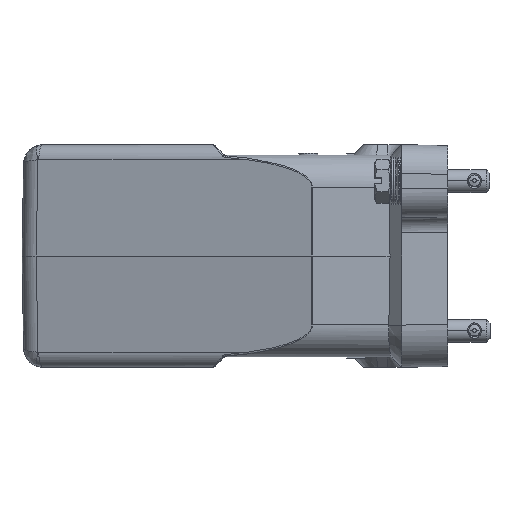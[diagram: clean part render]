
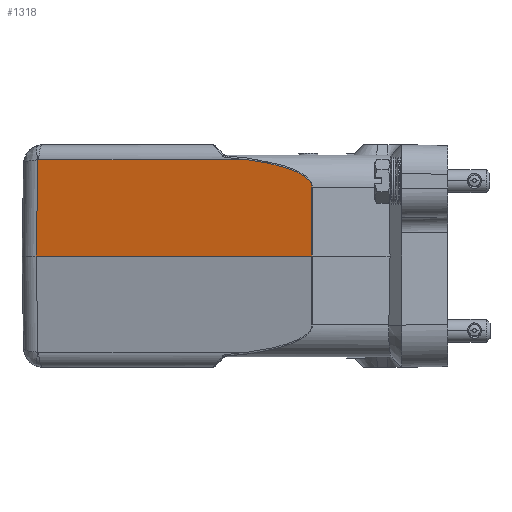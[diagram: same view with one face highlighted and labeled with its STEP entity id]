
A CAD part, left-side view. The second image highlights one B-rep face of the part: STEP entity #1318.
In plain terms, the highlighted planar face has unit normal (-0.966, 0.259, 0.018).
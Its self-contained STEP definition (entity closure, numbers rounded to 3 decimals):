
#1318=ADVANCED_FACE('NONE',(#2501),#1960,.T.);
#1960=PLANE('',#14675);
#2501=FACE_OUTER_BOUND('',#3300,.T.);
#3300=EDGE_LOOP('',(#6787,#6788,#6789,#6790,#6791,#6792));
#4116=B_SPLINE_CURVE_WITH_KNOTS('',3,(#25825,#25826,#25827,#25828,#25829,
#25830,#25831,#25832,#25833,#25834,#25835,#25836,#25837,#25838,#25839,#25840,
#25841,#25842,#25843,#25844,#25845,#25846,#25847,#25848,#25849,#25850,#25851,
#25852,#25853,#25854,#25855,#25856),.UNSPECIFIED.,.F.,.F.,(4,2,1,1,1,1,
2,2,1,1,1,1,2,2,1,1,1,1,1,1,2,2,4),(0.,0.125,0.187,
0.219,0.234,0.242,0.246,
0.25,0.375,0.437,0.469,
0.484,0.492,0.5,0.625,
0.688,0.719,0.734,0.742,
0.746,0.748,0.75,1.),.UNSPECIFIED.);
#4161=B_SPLINE_CURVE_WITH_KNOTS('',3,(#27009,#27010,#27011,#27012),
 .UNSPECIFIED.,.F.,.F.,(4,4),(0.,1.),.UNSPECIFIED.);
#6787=ORIENTED_EDGE('',*,*,#11398,.F.);
#6788=ORIENTED_EDGE('',*,*,#11399,.T.);
#6789=ORIENTED_EDGE('',*,*,#11400,.F.);
#6790=ORIENTED_EDGE('',*,*,#11185,.F.);
#6791=ORIENTED_EDGE('',*,*,#11184,.T.);
#6792=ORIENTED_EDGE('',*,*,#11396,.T.);
#9518=VERTEX_POINT('',#25784);
#9520=VERTEX_POINT('',#25824);
#9521=VERTEX_POINT('',#25930);
#9629=VERTEX_POINT('',#26994);
#9630=VERTEX_POINT('',#27013);
#9631=VERTEX_POINT('',#27015);
#11184=EDGE_CURVE('NONE',#9520,#9518,#4116,.T.);
#11185=EDGE_CURVE('NONE',#9520,#9521,#12697,.T.);
#11396=EDGE_CURVE('NONE',#9518,#9629,#12853,.T.);
#11398=EDGE_CURVE('NONE',#9630,#9629,#4161,.T.);
#11399=EDGE_CURVE('NONE',#9630,#9631,#12854,.T.);
#11400=EDGE_CURVE('NONE',#9521,#9631,#12855,.T.);
#12697=LINE('',#25929,#13641);
#12853=LINE('',#26995,#13797);
#12854=LINE('',#27014,#13798);
#12855=LINE('',#27016,#13799);
#13641=VECTOR('',#16509,1.);
#13797=VECTOR('',#16857,1.);
#13798=VECTOR('',#16860,1.);
#13799=VECTOR('',#16861,1.);
#14675=AXIS2_PLACEMENT_3D('',#27017,#16862,#16863);
#16509=DIRECTION('',(-0.017,0.002,-1.));
#16857=DIRECTION('',(0.259,0.966,0.));
#16860=DIRECTION('',(-0.013,0.017,-1.));
#16861=DIRECTION('',(0.259,0.966,0.));
#16862=DIRECTION('',(-0.966,0.259,0.017));
#16863=DIRECTION('',(-0.259,-0.966,0.));
#25784=CARTESIAN_POINT('',(-56.529,52.287,25.07));
#25824=CARTESIAN_POINT('',(-61.17,35.448,17.948));
#25825=CARTESIAN_POINT('',(-61.17,35.448,17.948));
#25826=CARTESIAN_POINT('',(-61.163,35.448,18.338));
#25827=CARTESIAN_POINT('',(-61.127,35.553,18.726));
#25828=CARTESIAN_POINT('',(-61.031,35.873,19.31));
#25829=CARTESIAN_POINT('',(-60.972,36.074,19.6));
#25830=CARTESIAN_POINT('',(-60.884,36.379,19.935));
#25831=CARTESIAN_POINT('',(-60.836,36.55,20.102));
#25832=CARTESIAN_POINT('',(-60.81,36.64,20.185));
#25833=CARTESIAN_POINT('',(-60.799,36.679,20.22));
#25834=CARTESIAN_POINT('',(-60.791,36.706,20.244));
#25835=CARTESIAN_POINT('',(-60.787,36.72,20.257));
#25836=CARTESIAN_POINT('',(-60.672,37.127,20.614));
#25837=CARTESIAN_POINT('',(-60.47,37.845,21.119));
#25838=CARTESIAN_POINT('',(-60.177,38.902,21.679));
#25839=CARTESIAN_POINT('',(-60.016,39.486,21.952));
#25840=CARTESIAN_POINT('',(-59.931,39.791,22.087));
#25841=CARTESIAN_POINT('',(-59.894,39.925,22.144));
#25842=CARTESIAN_POINT('',(-59.87,40.015,22.182));
#25843=CARTESIAN_POINT('',(-59.857,40.061,22.202));
#25844=CARTESIAN_POINT('',(-59.649,40.817,22.517));
#25845=CARTESIAN_POINT('',(-59.328,41.984,22.938));
#25846=CARTESIAN_POINT('',(-58.908,43.522,23.389));
#25847=CARTESIAN_POINT('',(-58.686,44.335,23.605));
#25848=CARTESIAN_POINT('',(-58.572,44.753,23.71));
#25849=CARTESIAN_POINT('',(-58.515,44.964,23.762));
#25850=CARTESIAN_POINT('',(-58.486,45.071,23.788));
#25851=CARTESIAN_POINT('',(-58.473,45.116,23.799));
#25852=CARTESIAN_POINT('',(-58.465,45.147,23.806));
#25853=CARTESIAN_POINT('',(-58.461,45.161,23.81));
#25854=CARTESIAN_POINT('',(-57.875,47.313,24.326));
#25855=CARTESIAN_POINT('',(-57.233,49.683,24.744));
#25856=CARTESIAN_POINT('',(-56.529,52.287,25.07));
#25929=CARTESIAN_POINT('',(-61.164,35.448,18.273));
#25930=CARTESIAN_POINT('',(-61.483,35.49,0.));
#26994=CARTESIAN_POINT('',(-41.972,106.615,25.07));
#26995=CARTESIAN_POINT('',(-40.827,110.887,25.07));
#27009=CARTESIAN_POINT('',(-41.908,106.857,25.04));
#27010=CARTESIAN_POINT('',(-41.928,106.778,25.06));
#27011=CARTESIAN_POINT('',(-41.95,106.697,25.07));
#27012=CARTESIAN_POINT('',(-41.972,106.615,25.07));
#27013=CARTESIAN_POINT('',(-41.908,106.857,25.04));
#27014=CARTESIAN_POINT('',(-41.908,106.857,25.04));
#27015=CARTESIAN_POINT('',(-42.243,107.295,0.));
#27016=CARTESIAN_POINT('',(-41.25,111.,0.));
#27017=CARTESIAN_POINT('',(-41.25,111.,0.));
